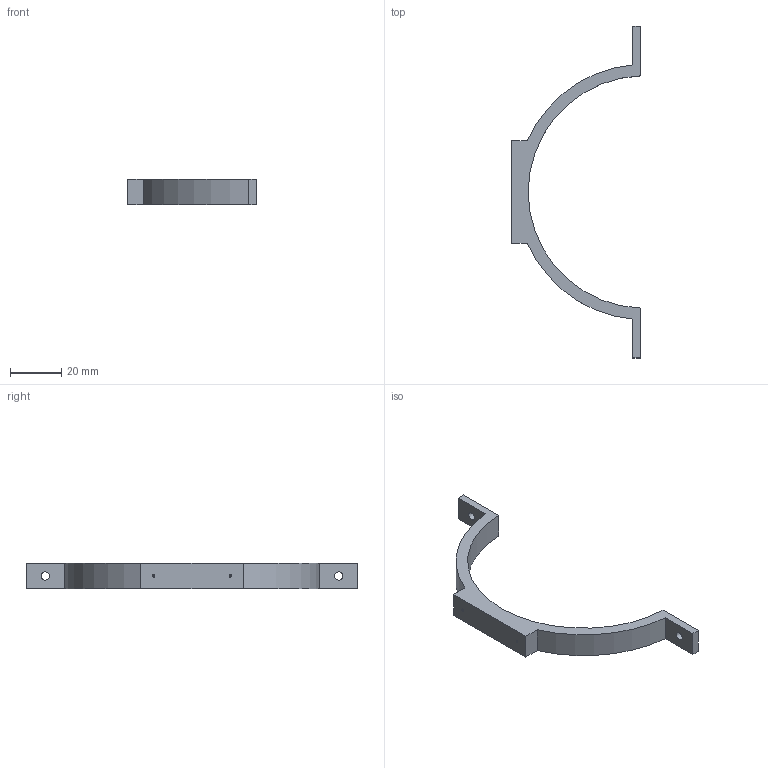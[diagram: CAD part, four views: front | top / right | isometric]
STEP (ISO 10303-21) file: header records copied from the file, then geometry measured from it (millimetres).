
FILE_DESCRIPTION(('FreeCAD Model'),'2;1');
FILE_NAME('Open CASCADE Shape Model','2023-06-21T20:56:27',(''),(''), 'Open CASCADE STEP processor 7.6','FreeCAD','Unknown');
FILE_SCHEMA(('AUTOMOTIVE_DESIGN { 1 0 10303 214 1 1 1 1 }'));
Length unit declared in the file: millimetre
Products named in the file (1): TopMiddel1
Bounding box: 50.45 x 130 x 10 mm (x, y, z)
Volume: 8806.1 mm3; surface area: 5583.6 mm2
Topology: 1 solids, 1 shells, 20 faces, 52 edges, 34 vertices
Faces by surface type: plane 11, cylinder 7, cone 2
Full cylindrical faces by diameter (mm): 1 x2, 3.2 x2
Entity records: 634 total; most frequent: DIRECTION 106, CARTESIAN_POINT 105, ORIENTED_EDGE 100, EDGE_CURVE 50, LINE 36, VECTOR 36, AXIS2_PLACEMENT_3D 35, VERTEX_POINT 34
